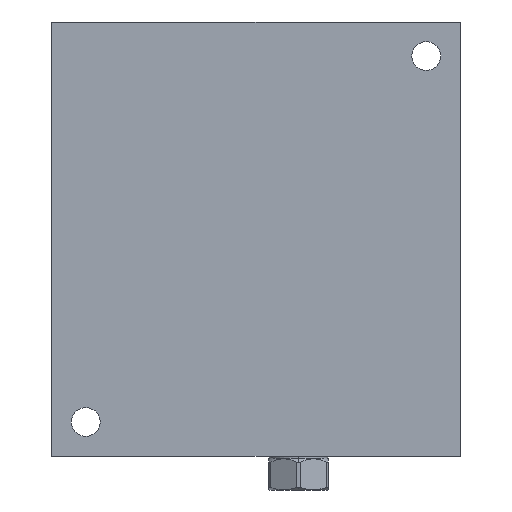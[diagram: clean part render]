
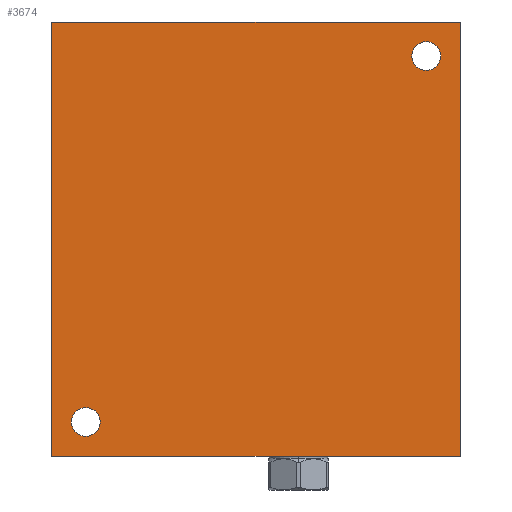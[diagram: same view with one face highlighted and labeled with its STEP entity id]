
A CAD part, left-side view. The second image highlights one B-rep face of the part: STEP entity #3674.
In plain terms, the highlighted planar face has unit normal (-1, 0, 0).
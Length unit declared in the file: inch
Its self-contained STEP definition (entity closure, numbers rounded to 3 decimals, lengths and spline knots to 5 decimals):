
#1=DIRECTION('',(0.,-1.,0.));
#2=VECTOR('',#1,6.);
#3=CARTESIAN_POINT('',(0.,0.,0.));
#4=LINE('',#3,#2);
#47=DIRECTION('',(0.,0.,1.));
#48=VECTOR('',#47,6.375);
#49=CARTESIAN_POINT('',(0.,0.,0.));
#50=LINE('',#49,#48);
#51=CARTESIAN_POINT('',(0.,-5.5,5.875));
#52=DIRECTION('',(-1.,0.,0.));
#53=DIRECTION('',(0.,1.,0.));
#54=AXIS2_PLACEMENT_3D('',#51,#52,#53);
#56=CARTESIAN_POINT('',(0.,-5.5,5.875));
#57=DIRECTION('',(-1.,0.,0.));
#58=DIRECTION('',(0.,-1.,0.));
#59=AXIS2_PLACEMENT_3D('',#56,#57,#58);
#61=CARTESIAN_POINT('',(0.,-0.5,0.5));
#62=DIRECTION('',(-1.,0.,0.));
#63=DIRECTION('',(0.,1.,0.));
#64=AXIS2_PLACEMENT_3D('',#61,#62,#63);
#66=CARTESIAN_POINT('',(0.,-0.5,0.5));
#67=DIRECTION('',(-1.,0.,0.));
#68=DIRECTION('',(0.,-1.,0.));
#69=AXIS2_PLACEMENT_3D('',#66,#67,#68);
#139=DIRECTION('',(0.,0.,1.));
#140=VECTOR('',#139,6.375);
#141=CARTESIAN_POINT('',(0.,-6.,0.));
#142=LINE('',#141,#140);
#163=DIRECTION('',(0.,-1.,0.));
#164=VECTOR('',#163,6.);
#165=CARTESIAN_POINT('',(0.,0.,6.375));
#166=LINE('',#165,#164);
#3169=CARTESIAN_POINT('',(0.,0.,0.));
#3170=CARTESIAN_POINT('',(0.,-6.,0.));
#3171=VERTEX_POINT('',#3169);
#3172=VERTEX_POINT('',#3170);
#3177=CARTESIAN_POINT('',(0.,0.,6.375));
#3178=CARTESIAN_POINT('',(0.,-6.,6.375));
#3179=VERTEX_POINT('',#3177);
#3180=VERTEX_POINT('',#3178);
#3305=CARTESIAN_POINT('',(0.,-5.289,5.875));
#3306=CARTESIAN_POINT('',(0.,-5.711,5.875));
#3307=VERTEX_POINT('',#3305);
#3308=VERTEX_POINT('',#3306);
#3313=CARTESIAN_POINT('',(0.,-0.289,0.5));
#3314=CARTESIAN_POINT('',(0.,-0.711,0.5));
#3315=VERTEX_POINT('',#3313);
#3316=VERTEX_POINT('',#3314);
#3648=CARTESIAN_POINT('',(0.,0.,0.));
#3649=DIRECTION('',(-1.,0.,0.));
#3650=DIRECTION('',(0.,-1.,0.));
#3651=AXIS2_PLACEMENT_3D('',#3648,#3649,#3650);
#3652=PLANE('',#3651);
#3653=ORIENTED_EDGE('',*,*,#3619,.F.);
#3655=ORIENTED_EDGE('',*,*,#3654,.T.);
#3657=ORIENTED_EDGE('',*,*,#3656,.T.);
#3659=ORIENTED_EDGE('',*,*,#3658,.F.);
#3660=EDGE_LOOP('',(#3653,#3655,#3657,#3659));
#3661=FACE_OUTER_BOUND('',#3660,.F.);
#3663=ORIENTED_EDGE('',*,*,#3662,.T.);
#3665=ORIENTED_EDGE('',*,*,#3664,.T.);
#3666=EDGE_LOOP('',(#3663,#3665));
#3667=FACE_BOUND('',#3666,.F.);
#3669=ORIENTED_EDGE('',*,*,#3668,.T.);
#3671=ORIENTED_EDGE('',*,*,#3670,.T.);
#3672=EDGE_LOOP('',(#3669,#3671));
#3673=FACE_BOUND('',#3672,.F.);
#3674=ADVANCED_FACE('',(#3661,#3667,#3673),#3652,.T.);
#55=CIRCLE('',#54,0.211);
#60=CIRCLE('',#59,0.211);
#65=CIRCLE('',#64,0.211);
#70=CIRCLE('',#69,0.211);
#3619=EDGE_CURVE('',#3171,#3172,#4,.T.);
#3654=EDGE_CURVE('',#3171,#3179,#50,.T.);
#3656=EDGE_CURVE('',#3179,#3180,#166,.T.);
#3658=EDGE_CURVE('',#3172,#3180,#142,.T.);
#3662=EDGE_CURVE('',#3307,#3308,#55,.T.);
#3664=EDGE_CURVE('',#3308,#3307,#60,.T.);
#3668=EDGE_CURVE('',#3315,#3316,#65,.T.);
#3670=EDGE_CURVE('',#3316,#3315,#70,.T.);
